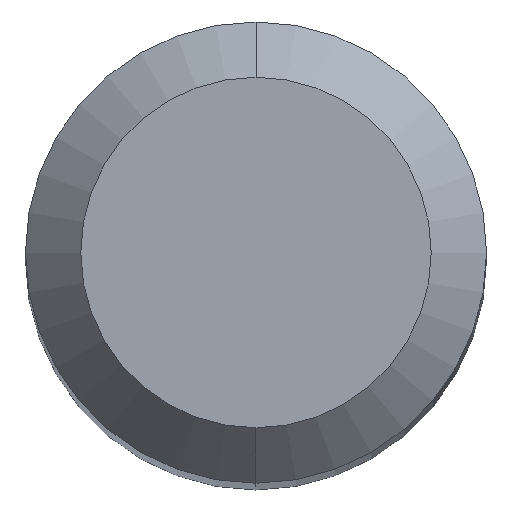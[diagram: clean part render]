
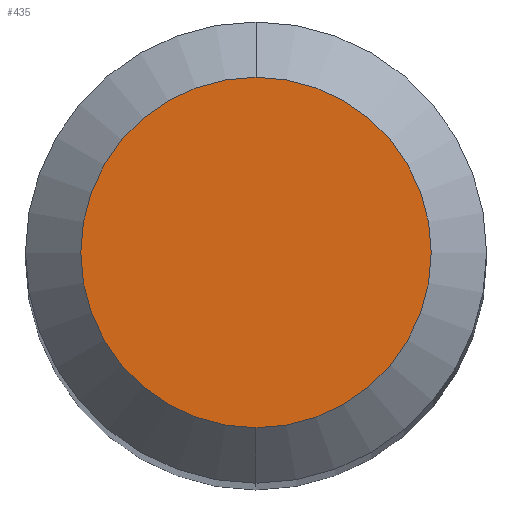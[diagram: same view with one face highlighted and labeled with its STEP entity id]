
A CAD part, top view. The second image highlights one B-rep face of the part: STEP entity #435.
In plain terms, the highlighted planar face has unit normal (0, 0, 1).
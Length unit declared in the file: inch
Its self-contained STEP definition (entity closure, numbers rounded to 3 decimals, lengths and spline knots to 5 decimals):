
#8 = CARTESIAN_POINT ( 'NONE',  ( 0., 0., 0. ) ) ;
#23 = CARTESIAN_POINT ( 'NONE',  ( 0., -0.0475, 0. ) ) ;
#45 = EDGE_LOOP ( 'NONE', ( #60, #203 ) ) ;
#60 = ORIENTED_EDGE ( 'NONE', *, *, #352, .T. ) ;
#63 = PLANE ( 'NONE',  #363 ) ;
#128 = DIRECTION ( 'NONE',  ( 0., 0., 1. ) ) ;
#130 = CARTESIAN_POINT ( 'NONE',  ( 0., 0.0475, 0. ) ) ;
#197 = DIRECTION ( 'NONE',  ( 0., 0., 1. ) ) ;
#203 = ORIENTED_EDGE ( 'NONE', *, *, #309, .T. ) ;
#211 = CIRCLE ( 'NONE', #272, 0.0475 ) ;
#218 = FACE_OUTER_BOUND ( 'NONE', #45, .T. ) ;
#272 = AXIS2_PLACEMENT_3D ( 'NONE', #8, #197, #370 ) ;
#284 = DIRECTION ( 'NONE',  ( 0., -1., 0. ) ) ;
#289 = CIRCLE ( 'NONE', #392, 0.0475 ) ;
#295 = CARTESIAN_POINT ( 'NONE',  ( 0., 0.0475, 0. ) ) ;
#309 = EDGE_CURVE ( 'NONE', #457, #375, #211, .T. ) ;
#352 = EDGE_CURVE ( 'NONE', #375, #457, #289, .T. ) ;
#363 = AXIS2_PLACEMENT_3D ( 'NONE', #295, #494, #459 ) ;
#370 = DIRECTION ( 'NONE',  ( 0., -1., 0. ) ) ;
#375 = VERTEX_POINT ( 'NONE', #130 ) ;
#392 = AXIS2_PLACEMENT_3D ( 'NONE', #444, #128, #284 ) ;
#435 = ADVANCED_FACE ( 'NONE', ( #218 ), #63, .F. ) ;
#444 = CARTESIAN_POINT ( 'NONE',  ( 0., 0., 0. ) ) ;
#457 = VERTEX_POINT ( 'NONE', #23 ) ;
#459 = DIRECTION ( 'NONE',  ( 0., 1., 0. ) ) ;
#494 = DIRECTION ( 'NONE',  ( 0., 0., -1. ) ) ;
